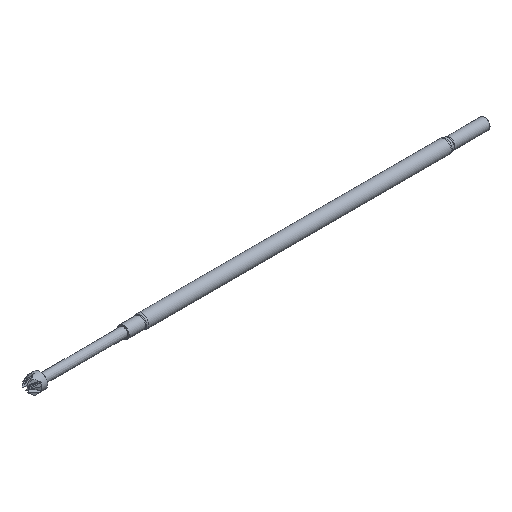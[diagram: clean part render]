
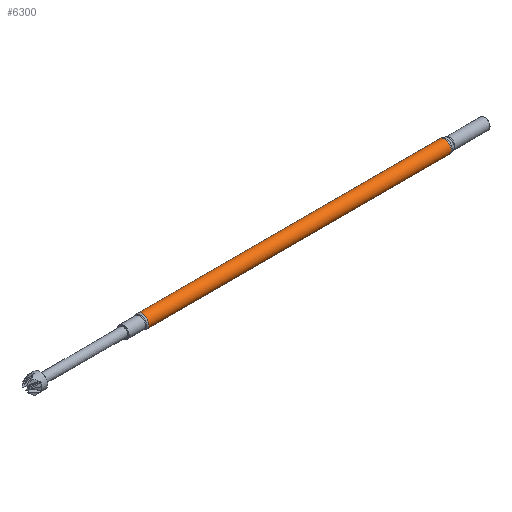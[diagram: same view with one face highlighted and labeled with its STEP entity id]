
A CAD part, isometric view. The second image highlights one B-rep face of the part: STEP entity #6300.
In plain terms, the highlighted cylindrical face has radius 0.51 mm (diameter 1.021 mm), a full revolution.
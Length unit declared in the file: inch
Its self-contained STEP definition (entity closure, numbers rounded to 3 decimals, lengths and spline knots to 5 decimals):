
#39 = DIRECTION ( 'NONE',  ( 0., 0., -1. ) ) ;
#45 = VERTEX_POINT ( 'NONE', #1738 ) ;
#303 = AXIS2_PLACEMENT_3D ( 'NONE', #3372, #5469, #2318 ) ;
#1461 = EDGE_CURVE ( 'NONE', #2745, #2745, #2309, .T. ) ;
#1738 = CARTESIAN_POINT ( 'NONE',  ( 0.05786, 0., -0.0201 ) ) ;
#1765 = CYLINDRICAL_SURFACE ( 'NONE', #303, 0.0201 ) ;
#2206 = CARTESIAN_POINT ( 'NONE',  ( 0.986, 0., -0.0201 ) ) ;
#2309 = CIRCLE ( 'NONE', #4326, 0.0201 ) ;
#2318 = DIRECTION ( 'NONE',  ( 0., 0., -1. ) ) ;
#2387 = DIRECTION ( 'NONE',  ( 1., 0., 0. ) ) ;
#2437 = CARTESIAN_POINT ( 'NONE',  ( 0.05786, 0., 0. ) ) ;
#2616 = EDGE_CURVE ( 'NONE', #45, #45, #6695, .T. ) ;
#2672 = FACE_OUTER_BOUND ( 'NONE', #6295, .T. ) ;
#2745 = VERTEX_POINT ( 'NONE', #2206 ) ;
#3372 = CARTESIAN_POINT ( 'NONE',  ( 1.1655, 0., 0. ) ) ;
#3747 = FACE_OUTER_BOUND ( 'NONE', #5466, .T. ) ;
#3980 = DIRECTION ( 'NONE',  ( 0., 0., -1. ) ) ;
#4326 = AXIS2_PLACEMENT_3D ( 'NONE', #6297, #6825, #39 ) ;
#4775 = AXIS2_PLACEMENT_3D ( 'NONE', #2437, #2387, #3980 ) ;
#4814 = ORIENTED_EDGE ( 'NONE', *, *, #1461, .F. ) ;
#5466 = EDGE_LOOP ( 'NONE', ( #5478 ) ) ;
#5469 = DIRECTION ( 'NONE',  ( 1., 0., 0. ) ) ;
#5478 = ORIENTED_EDGE ( 'NONE', *, *, #2616, .T. ) ;
#6295 = EDGE_LOOP ( 'NONE', ( #4814 ) ) ;
#6297 = CARTESIAN_POINT ( 'NONE',  ( 0.986, 0., 0. ) ) ;
#6300 = ADVANCED_FACE ( 'NONE', ( #3747, #2672 ), #1765, .T. ) ;
#6695 = CIRCLE ( 'NONE', #4775, 0.0201 ) ;
#6825 = DIRECTION ( 'NONE',  ( 1., 0., 0. ) ) ;
